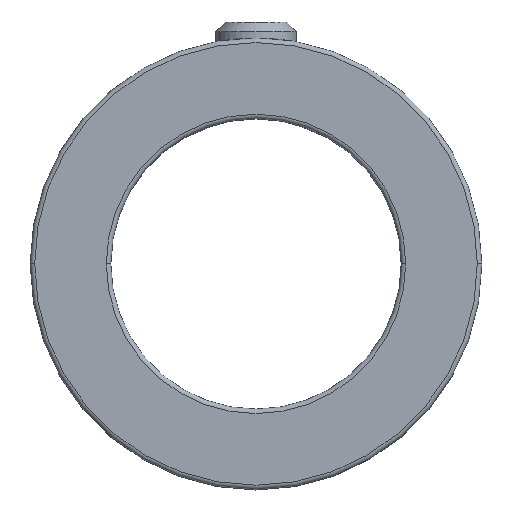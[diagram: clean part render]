
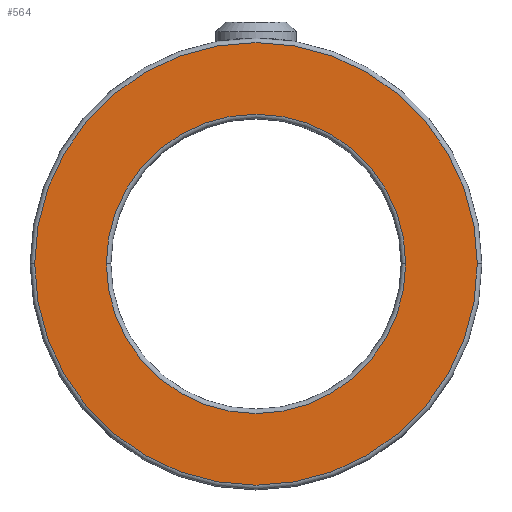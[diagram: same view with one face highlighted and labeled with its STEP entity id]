
A CAD part, top view. The second image highlights one B-rep face of the part: STEP entity #564.
In plain terms, the highlighted planar face has unit normal (0, 0, 1).
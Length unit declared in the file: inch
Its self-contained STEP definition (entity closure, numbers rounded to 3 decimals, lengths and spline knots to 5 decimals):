
#34 = DIRECTION ( 'NONE',  ( 1., 0., 0. ) ) ;
#38 = VERTEX_POINT ( 'NONE', #93 ) ;
#66 = ORIENTED_EDGE ( 'NONE', *, *, #148, .T. ) ;
#86 = CARTESIAN_POINT ( 'NONE',  ( 0.8575, 0., 0.3125 ) ) ;
#92 = VERTEX_POINT ( 'NONE', #86 ) ;
#93 = CARTESIAN_POINT ( 'NONE',  ( -0.8575, 0., 0.3125 ) ) ;
#103 = AXIS2_PLACEMENT_3D ( 'NONE', #985, #393, #154 ) ;
#112 = CARTESIAN_POINT ( 'NONE',  ( 0., 0., 0.3125 ) ) ;
#114 = DIRECTION ( 'NONE',  ( 1., 0., 0. ) ) ;
#124 = DIRECTION ( 'NONE',  ( 0., 0., -1. ) ) ;
#148 = EDGE_CURVE ( 'NONE', #409, #207, #294, .T. ) ;
#154 = DIRECTION ( 'NONE',  ( 1., 0., 0. ) ) ;
#160 = AXIS2_PLACEMENT_3D ( 'NONE', #641, #336, #34 ) ;
#185 = DIRECTION ( 'NONE',  ( 0., 0., -1. ) ) ;
#207 = VERTEX_POINT ( 'NONE', #278 ) ;
#208 = DIRECTION ( 'NONE',  ( 0., 0., 1. ) ) ;
#241 = FACE_BOUND ( 'NONE', #852, .T. ) ;
#250 = EDGE_CURVE ( 'NONE', #92, #38, #309, .T. ) ;
#251 = CIRCLE ( 'NONE', #1027, 0.58 ) ;
#278 = CARTESIAN_POINT ( 'NONE',  ( 0.58, 0., 0.3125 ) ) ;
#294 = CIRCLE ( 'NONE', #1068, 0.58 ) ;
#309 = CIRCLE ( 'NONE', #952, 0.8575 ) ;
#321 = CIRCLE ( 'NONE', #160, 0.8575 ) ;
#326 = EDGE_CURVE ( 'NONE', #207, #409, #251, .T. ) ;
#336 = DIRECTION ( 'NONE',  ( 0., 0., 1. ) ) ;
#355 = CARTESIAN_POINT ( 'NONE',  ( 0., 0., 0.3125 ) ) ;
#365 = CARTESIAN_POINT ( 'NONE',  ( 0., 0., 0.3125 ) ) ;
#393 = DIRECTION ( 'NONE',  ( 0., 0., 1. ) ) ;
#409 = VERTEX_POINT ( 'NONE', #532 ) ;
#422 = ORIENTED_EDGE ( 'NONE', *, *, #326, .T. ) ;
#532 = CARTESIAN_POINT ( 'NONE',  ( -0.58, 0., 0.3125 ) ) ;
#564 = ADVANCED_FACE ( 'NONE', ( #241, #1097 ), #892, .T. ) ;
#567 = EDGE_CURVE ( 'NONE', #38, #92, #321, .T. ) ;
#589 = ORIENTED_EDGE ( 'NONE', *, *, #567, .T. ) ;
#603 = EDGE_LOOP ( 'NONE', ( #843, #589 ) ) ;
#641 = CARTESIAN_POINT ( 'NONE',  ( 0., 0., 0.3125 ) ) ;
#775 = DIRECTION ( 'NONE',  ( 1., 0., 0. ) ) ;
#843 = ORIENTED_EDGE ( 'NONE', *, *, #250, .T. ) ;
#852 = EDGE_LOOP ( 'NONE', ( #422, #66 ) ) ;
#875 = DIRECTION ( 'NONE',  ( 1., 0., 0. ) ) ;
#892 = PLANE ( 'NONE',  #103 ) ;
#952 = AXIS2_PLACEMENT_3D ( 'NONE', #365, #208, #114 ) ;
#985 = CARTESIAN_POINT ( 'NONE',  ( 0., 0., 0.3125 ) ) ;
#1027 = AXIS2_PLACEMENT_3D ( 'NONE', #112, #124, #875 ) ;
#1068 = AXIS2_PLACEMENT_3D ( 'NONE', #355, #185, #775 ) ;
#1097 = FACE_OUTER_BOUND ( 'NONE', #603, .T. ) ;
